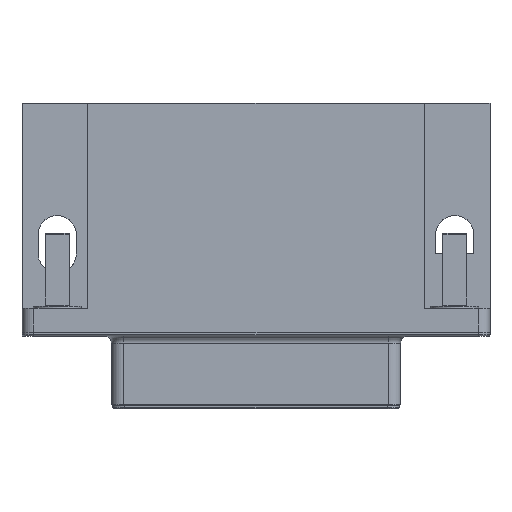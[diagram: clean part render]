
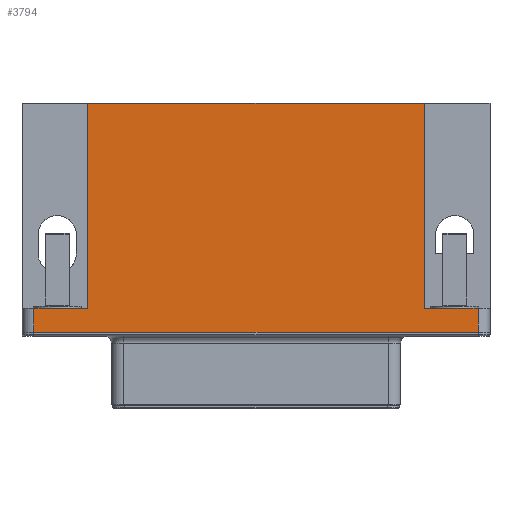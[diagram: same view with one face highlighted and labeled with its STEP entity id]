
A CAD part, top view. The second image highlights one B-rep face of the part: STEP entity #3794.
In plain terms, the highlighted planar face has unit normal (0, 0, 1).
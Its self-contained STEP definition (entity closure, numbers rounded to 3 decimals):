
#3237 = VERTEX_POINT('',#3238);
#3238 = CARTESIAN_POINT('',(-28.295,-17.4,12.5));
#3263 = VERTEX_POINT('',#3264);
#3264 = CARTESIAN_POINT('',(8.905,-17.4,12.5));
#3287 = EDGE_CURVE('',#3263,#3237,#3288,.T.);
#3288 = LINE('',#3289,#3290);
#3289 = CARTESIAN_POINT('',(9.905,-17.4,12.5));
#3290 = VECTOR('',#3291,1.);
#3291 = DIRECTION('',(-1.,0.,0.));
#3748 = EDGE_CURVE('',#3237,#3749,#3751,.T.);
#3749 = VERTEX_POINT('',#3750);
#3750 = CARTESIAN_POINT('',(-28.295,-15.4,12.5));
#3751 = LINE('',#3752,#3753);
#3752 = CARTESIAN_POINT('',(-28.295,-17.4,12.5));
#3753 = VECTOR('',#3754,1.);
#3754 = DIRECTION('',(0.,1.,0.));
#3773 = EDGE_CURVE('',#3263,#3774,#3776,.T.);
#3774 = VERTEX_POINT('',#3775);
#3775 = CARTESIAN_POINT('',(8.905,-15.4,12.5));
#3776 = LINE('',#3777,#3778);
#3777 = CARTESIAN_POINT('',(8.905,-17.4,12.5));
#3778 = VECTOR('',#3779,1.);
#3779 = DIRECTION('',(0.,1.,0.));
#3794 = ADVANCED_FACE('',(#3795),#3838,.T.);
#3795 = FACE_BOUND('',#3796,.T.);
#3796 = EDGE_LOOP('',(#3797,#3798,#3799,#3807,#3815,#3823,#3831,#3837));
#3797 = ORIENTED_EDGE('',*,*,#3287,.F.);
#3798 = ORIENTED_EDGE('',*,*,#3773,.T.);
#3799 = ORIENTED_EDGE('',*,*,#3800,.F.);
#3800 = EDGE_CURVE('',#3801,#3774,#3803,.T.);
#3801 = VERTEX_POINT('',#3802);
#3802 = CARTESIAN_POINT('',(4.405,-15.4,12.5));
#3803 = LINE('',#3804,#3805);
#3804 = CARTESIAN_POINT('',(8.905,-15.4,12.5));
#3805 = VECTOR('',#3806,1.);
#3806 = DIRECTION('',(1.,0.,0.));
#3807 = ORIENTED_EDGE('',*,*,#3808,.F.);
#3808 = EDGE_CURVE('',#3809,#3801,#3811,.T.);
#3809 = VERTEX_POINT('',#3810);
#3810 = CARTESIAN_POINT('',(4.405,1.8,12.5));
#3811 = LINE('',#3812,#3813);
#3812 = CARTESIAN_POINT('',(4.405,-16.4,12.5));
#3813 = VECTOR('',#3814,1.);
#3814 = DIRECTION('',(0.,-1.,0.));
#3815 = ORIENTED_EDGE('',*,*,#3816,.T.);
#3816 = EDGE_CURVE('',#3809,#3817,#3819,.T.);
#3817 = VERTEX_POINT('',#3818);
#3818 = CARTESIAN_POINT('',(-23.795,1.8,12.5));
#3819 = LINE('',#3820,#3821);
#3820 = CARTESIAN_POINT('',(9.905,1.8,12.5));
#3821 = VECTOR('',#3822,1.);
#3822 = DIRECTION('',(-1.,0.,0.));
#3823 = ORIENTED_EDGE('',*,*,#3824,.F.);
#3824 = EDGE_CURVE('',#3825,#3817,#3827,.T.);
#3825 = VERTEX_POINT('',#3826);
#3826 = CARTESIAN_POINT('',(-23.795,-15.4,12.5));
#3827 = LINE('',#3828,#3829);
#3828 = CARTESIAN_POINT('',(-23.795,-16.4,12.5));
#3829 = VECTOR('',#3830,1.);
#3830 = DIRECTION('',(0.,1.,0.));
#3831 = ORIENTED_EDGE('',*,*,#3832,.F.);
#3832 = EDGE_CURVE('',#3749,#3825,#3833,.T.);
#3833 = LINE('',#3834,#3835);
#3834 = CARTESIAN_POINT('',(-8.695,-15.4,12.5));
#3835 = VECTOR('',#3836,1.);
#3836 = DIRECTION('',(1.,0.,0.));
#3837 = ORIENTED_EDGE('',*,*,#3748,.F.);
#3838 = PLANE('',#3839);
#3839 = AXIS2_PLACEMENT_3D('',#3840,#3841,#3842);
#3840 = CARTESIAN_POINT('',(9.905,-17.4,12.5));
#3841 = DIRECTION('',(0.,0.,1.));
#3842 = DIRECTION('',(-1.,0.,0.));
